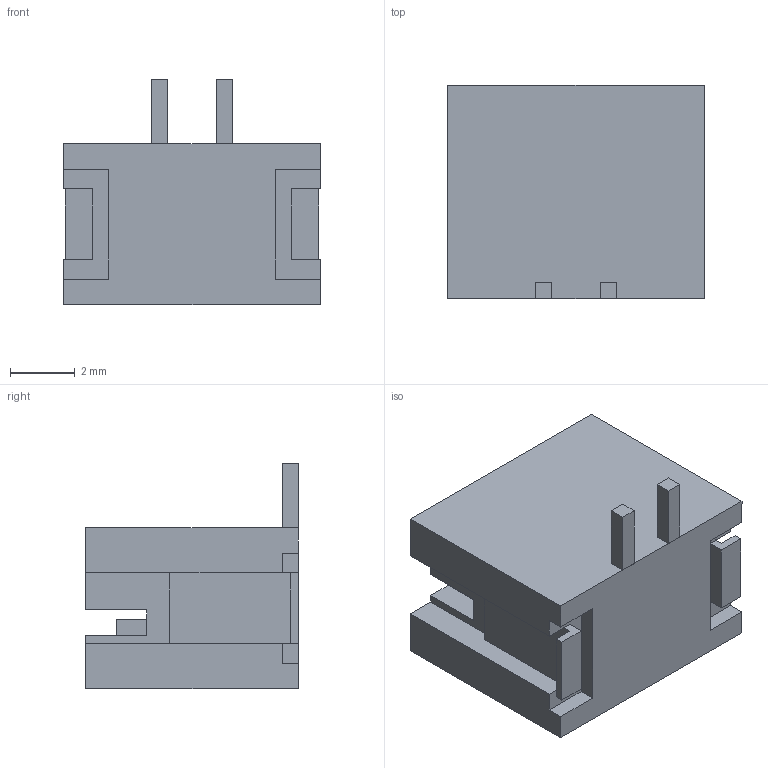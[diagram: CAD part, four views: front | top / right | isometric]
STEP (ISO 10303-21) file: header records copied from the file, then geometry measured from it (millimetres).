
FILE_DESCRIPTION(/* description */ (''),/* implementation_level */ '2;1');
FILE_NAME(/* name */ 'B2B-PH-SM4-TB.step',/* time_stamp */ '2025-08-29T18:27:10-07:00',/* author */ (''),/* organization */ (''),/* preprocessor_version */ 'ST-DEVELOPER v20.1',/* originating_system */ 'Autodesk Translation Framework v14.10.0.0',/* authorisation */ '');
FILE_SCHEMA (('AUTOMOTIVE_DESIGN { 1 0 10303 214 3 1 1 }'));
Length unit declared in the file: millimetre
Products named in the file (1): B2B-PH-SM4-TB
Bounding box: 7.95 x 6.6 x 7 mm (x, y, z)
Volume: 163.6 mm3; surface area: 414.4 mm2
Topology: 7 solids, 7 shells, 82 faces, 202 edges, 134 vertices
Faces by surface type: plane 82
Entity records: 2411 total; most frequent: CARTESIAN_POINT 419, ORIENTED_EDGE 404, DIRECTION 368, LINE 202, VECTOR 202, EDGE_CURVE 202, VERTEX_POINT 134, AXIS2_PLACEMENT_3D 83
